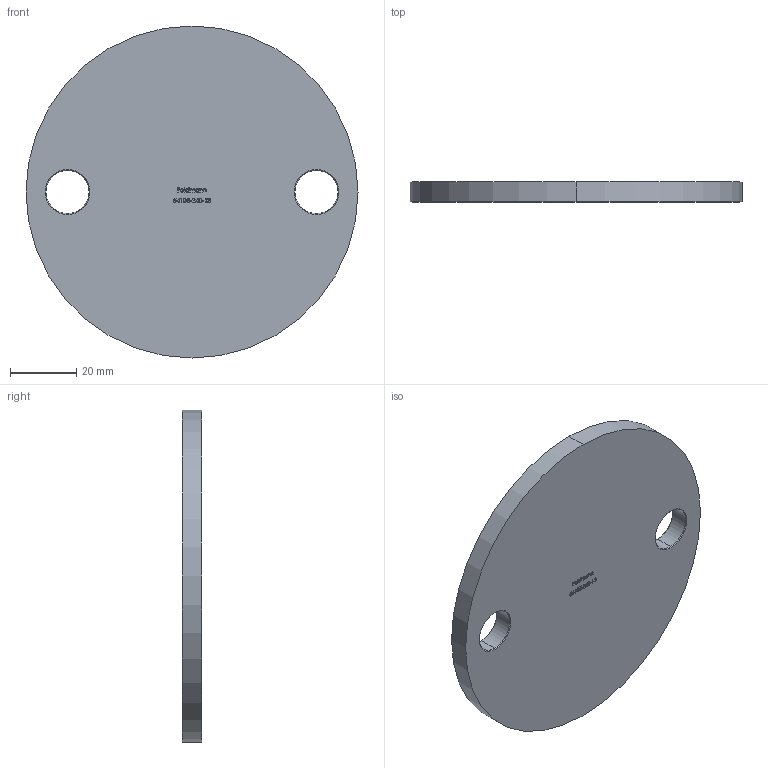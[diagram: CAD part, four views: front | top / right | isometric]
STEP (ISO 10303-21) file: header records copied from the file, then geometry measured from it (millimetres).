
FILE_DESCRIPTION (( 'STEP AP203' ), '1' );
FILE_NAME ('54105-240-13.step', '2020-10-21T10:58:09', ( '' ), ( '' ), 'SwSTEP 2.0', 'SolidWorks 2018', '' );
FILE_SCHEMA (( 'CONFIG_CONTROL_DESIGN' ));
Length unit declared in the file: millimetre
Products named in the file (2): 54105-240-13
Bounding box: 100 x 6 x 100 mm (x, y, z)
Volume: 45525.3 mm3; surface area: 17539 mm2
Topology: 1 solids, 1 shells, 266 faces, 703 edges, 466 vertices
Faces by surface type: plane 150, bspline 102, cone 8, cylinder 6
Entity records: 13966 total; most frequent: CARTESIAN_POINT 7891, ORIENTED_EDGE 1406, DIRECTION 851, EDGE_CURVE 703, VECTOR 479, LINE 479, VERTEX_POINT 466, EDGE_LOOP 297
